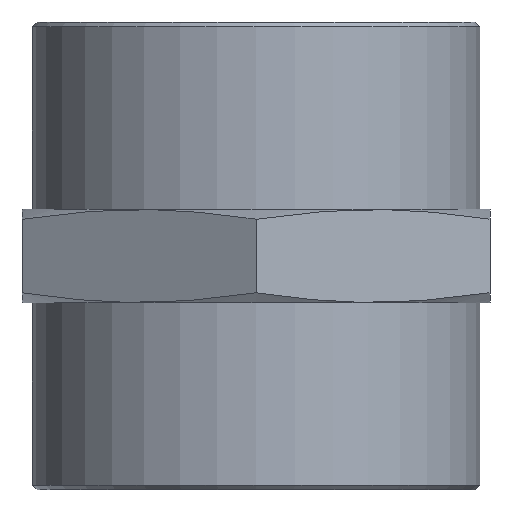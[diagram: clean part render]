
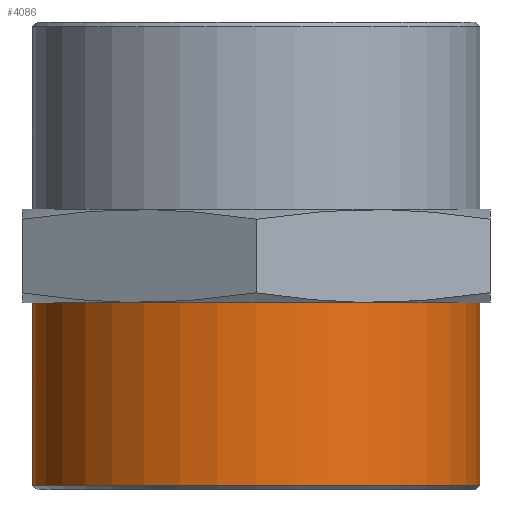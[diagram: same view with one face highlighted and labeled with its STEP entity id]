
A CAD part, left-side view. The second image highlights one B-rep face of the part: STEP entity #4086.
In plain terms, the highlighted cylindrical face has radius 23.9 mm (diameter 47.8 mm), a full revolution.
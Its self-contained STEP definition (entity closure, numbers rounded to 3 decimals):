
#37=CYLINDRICAL_SURFACE('',#4247,23.9);
#63=FACE_BOUND('',#630,.T.);
#86=CIRCLE('',#4246,23.9);
#87=CIRCLE('',#4248,23.9);
#381=FACE_OUTER_BOUND('',#629,.T.);
#629=EDGE_LOOP('',(#3637));
#630=EDGE_LOOP('',(#3638));
#1967=VERTEX_POINT('',#7611);
#1968=VERTEX_POINT('',#7614);
#2540=EDGE_CURVE('',#1967,#1967,#86,.T.);
#2541=EDGE_CURVE('',#1968,#1968,#87,.T.);
#3637=ORIENTED_EDGE('',*,*,#2541,.F.);
#3638=ORIENTED_EDGE('',*,*,#2540,.F.);
#4086=ADVANCED_FACE('',(#381,#63),#37,.T.);
#4246=AXIS2_PLACEMENT_3D('',#7612,#4944,#4945);
#4247=AXIS2_PLACEMENT_3D('',#7613,#4946,#4947);
#4248=AXIS2_PLACEMENT_3D('',#7615,#4948,#4949);
#4944=DIRECTION('center_axis',(0.,0.,-1.));
#4945=DIRECTION('ref_axis',(-1.,0.,0.));
#4946=DIRECTION('center_axis',(0.,0.,-1.));
#4947=DIRECTION('ref_axis',(-1.,0.,0.));
#4948=DIRECTION('center_axis',(0.,0.,1.));
#4949=DIRECTION('ref_axis',(-1.,0.,0.));
#7611=CARTESIAN_POINT('',(23.9,0.,-19.5));
#7612=CARTESIAN_POINT('Origin',(0.,0.,-19.5));
#7613=CARTESIAN_POINT('Origin',(0.,0.,10.));
#7614=CARTESIAN_POINT('',(23.9,0.,0.));
#7615=CARTESIAN_POINT('Origin',(0.,0.,0.));
